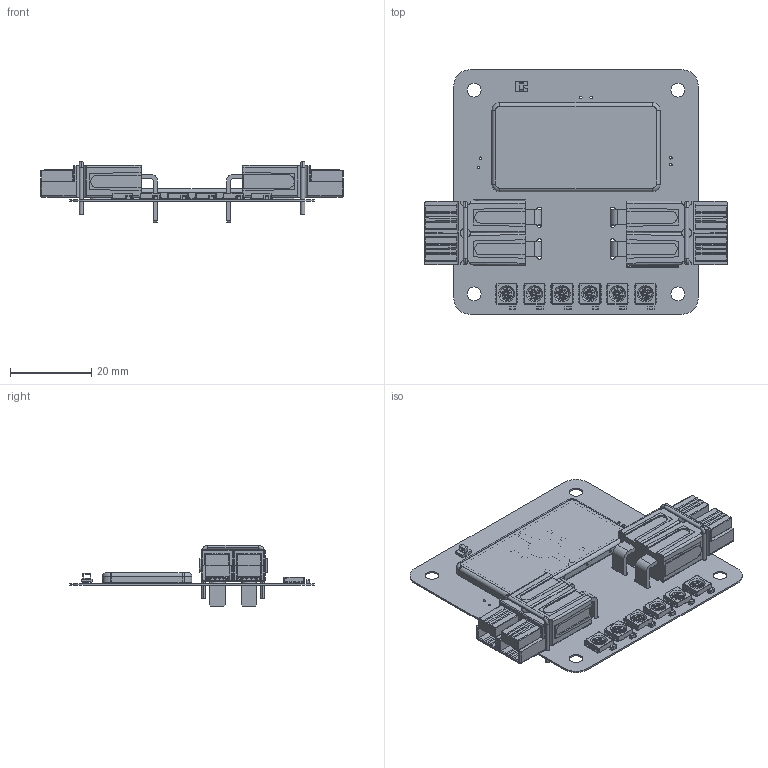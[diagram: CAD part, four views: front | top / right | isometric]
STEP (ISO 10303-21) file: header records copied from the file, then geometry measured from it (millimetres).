
FILE_DESCRIPTION(('Open CASCADE Model'),'2;1');
FILE_NAME('Open CASCADE Shape Model','2023-07-27T20:05:38',('Author'),( 'Open CASCADE'),'Open CASCADE STEP processor 7.5','Open CASCADE 7.5' ,'Unknown');
FILE_SCHEMA(('AUTOMOTIVE_DESIGN { 1 0 10303 214 1 1 1 1 }'));
Length unit declared in the file: millimetre
Products named in the file (130): PCB; Board; Open CASCADE STEP translator 7.5 1.1.1; TP_; 5190TR--3DModel-STEP-630548 Color; 5190_insulation; 5190_assembled contact; TP16; TP15; TP14; TP13; R7; 7338045744; Mid_Body; Terminal; Open CASCADE STEP translator 6.8 17.2.1; Mark; R6; 6452612864; D1; Dotstar; D3; D6; D4; D2; D5; C22; 7338043744; Open CASCADE STEP translator 6.8 4.1.1; Open CASCADE STEP translator 6.8 4.1.2; Open CASCADE STEP translator 6.8 4.2.1; C21; C19; C17; C18; C20; R5; 7338044384; R4; R3 ...
Assembly tree (192 placements, depth 5):
  PCB
    Board
      Open CASCADE STEP translator 7.5 1.1.1
    TP_
      5190TR--3DModel-STEP-630548 Color
        5190_insulation
        5190_assembled contact
    TP16
      5190TR--3DModel-STEP-630548 Color
        5190_insulation
        5190_assembled contact
    TP15
      5190TR--3DModel-STEP-630548 Color
        5190_insulation
        5190_assembled contact
    TP14
      5190TR--3DModel-STEP-630548 Color
        5190_insulation
        5190_assembled contact
    TP13
      5190TR--3DModel-STEP-630548 Color
        5190_insulation
        5190_assembled contact
    R7
      7338045744
        Mid_Body
        Terminal  x2
          Open CASCADE STEP translator 6.8 17.2.1
        Mark
    R6
      6452612864
        Mid_Body
        Terminal  x2
          Open CASCADE STEP translator 6.8 17.2.1
        Mark
    D1
      Dotstar
    D3
      Dotstar
    D6
      Dotstar
    D4
      Dotstar
    D2
      Dotstar
    D5
      Dotstar
    C22
      7338043744
        Terminal
          Open CASCADE STEP translator 6.8 4.1.1
          Open CASCADE STEP translator 6.8 4.1.2
        Mid_Body
          Open CASCADE STEP translator 6.8 4.2.1
    C21
      7338043744
        Terminal
          Open CASCADE STEP translator 6.8 4.1.1
          Open CASCADE STEP translator 6.8 4.1.2
        Mid_Body
Bounding box: 74.21 x 60 x 15.08 mm (x, y, z)
Volume: 7177.2 mm3; surface area: 17246.9 mm2
Topology: 186 solids, 210 shells, 5883 faces, 14988 edges, 9348 vertices
Faces by surface type: plane 3393, cylinder 1856, torus 308, sphere 232, bspline 72, cone 22
Full cylindrical faces by diameter (mm): 0.08 x78, 0.234 x4, 0.242 x1, 0.274 x4, 0.292 x1, 0.406 x1, 0.6 x12, 0.8 x8, 1 x4, 1.27 x4, 3.4 x4
Entity records: 53504 total; most frequent: CARTESIAN_POINT 9234, DIRECTION 8278, ORIENTED_EDGE 7528, EDGE_CURVE 3785, AXIS2_PLACEMENT_3D 2852, LINE 2574, VECTOR 2574, VERTEX_POINT 2410
